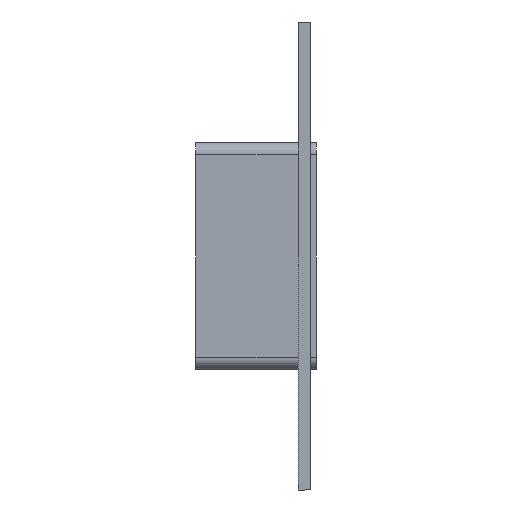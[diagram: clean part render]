
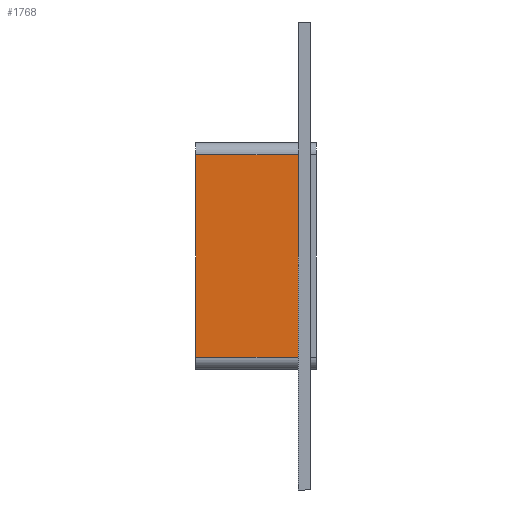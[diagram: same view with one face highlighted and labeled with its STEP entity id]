
A CAD part, left-side view. The second image highlights one B-rep face of the part: STEP entity #1768.
In plain terms, the highlighted planar face has unit normal (-1, 0, 0).
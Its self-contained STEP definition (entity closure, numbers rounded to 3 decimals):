
#1057=CARTESIAN_POINT('',(-262.0,6.,-50.5));
#1058=VERTEX_POINT('',#1057);
#1108=CARTESIAN_POINT('',(-262.0,6.,50.5));
#1109=VERTEX_POINT('',#1108);
#1117=CARTESIAN_POINT('',(-262.0,6.,-50.5));
#1118=DIRECTION('',(0.0,0.0,1.0));
#1119=VECTOR('',#1118,101.);
#1120=LINE('',#1117,#1119);
#1121=EDGE_CURVE('',#1058,#1109,#1120,.T.);
#1726=CARTESIAN_POINT('',(-262.0,57.0,-50.5));
#1727=VERTEX_POINT('',#1726);
#1728=CARTESIAN_POINT('',(-262.0,6.,-50.5));
#1729=DIRECTION('',(0.0,1.0,0.0));
#1730=VECTOR('',#1729,51.0);
#1731=LINE('',#1728,#1730);
#1732=EDGE_CURVE('',#1058,#1727,#1731,.T.);
#1745=CARTESIAN_POINT('',(-262.0,0.0,-56.5));
#1746=DIRECTION('',(-1.0,0.0,0.0));
#1747=DIRECTION('',(0.0,0.0,1.0));
#1748=AXIS2_PLACEMENT_3D('',#1745,#1746,#1747);
#1749=PLANE('',#1748);
#1750=ORIENTED_EDGE('',*,*,#1121,.T.);
#1751=CARTESIAN_POINT('',(-262.0,57.0,50.5));
#1752=VERTEX_POINT('',#1751);
#1753=CARTESIAN_POINT('',(-262.0,57.0,50.5));
#1754=DIRECTION('',(0.0,-1.0,0.0));
#1755=VECTOR('',#1754,51.0);
#1756=LINE('',#1753,#1755);
#1757=EDGE_CURVE('',#1752,#1109,#1756,.T.);
#1758=ORIENTED_EDGE('',*,*,#1757,.F.);
#1759=CARTESIAN_POINT('',(-262.0,57.0,-50.5));
#1760=DIRECTION('',(0.0,0.0,1.0));
#1761=VECTOR('',#1760,101.);
#1762=LINE('',#1759,#1761);
#1763=EDGE_CURVE('',#1727,#1752,#1762,.T.);
#1764=ORIENTED_EDGE('',*,*,#1763,.F.);
#1765=ORIENTED_EDGE('',*,*,#1732,.F.);
#1766=EDGE_LOOP('',(#1750,#1758,#1764,#1765));
#1767=FACE_OUTER_BOUND('',#1766,.T.);
#1768=ADVANCED_FACE('',(#1767),#1749,.T.);
